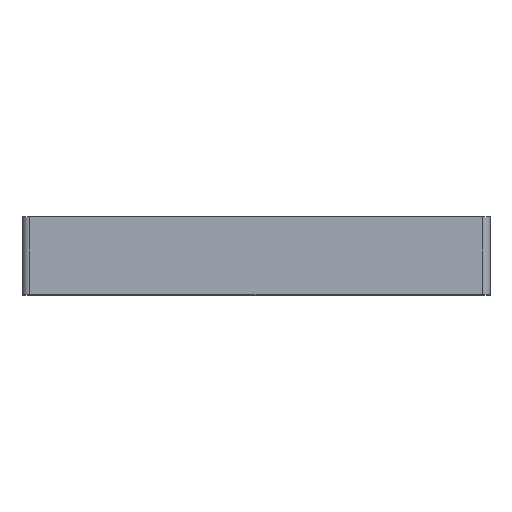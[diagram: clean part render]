
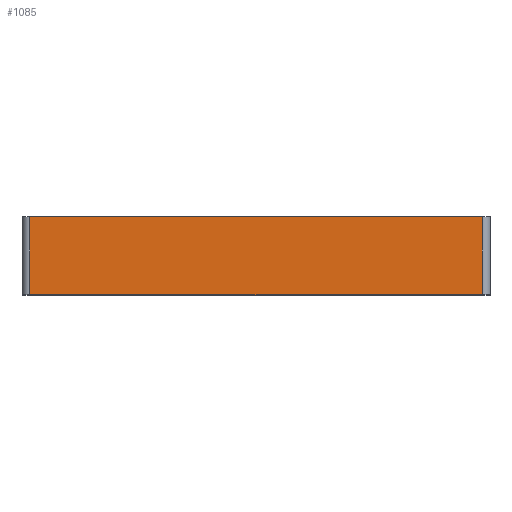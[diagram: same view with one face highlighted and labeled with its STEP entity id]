
A CAD part, top view. The second image highlights one B-rep face of the part: STEP entity #1085.
In plain terms, the highlighted planar face has unit normal (0, 0, 1).
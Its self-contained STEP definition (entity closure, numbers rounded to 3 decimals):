
#10 = LINE ( 'NONE', #534, #255 ) ;
#33 = AXIS2_PLACEMENT_3D ( 'NONE', #309, #128, #62 ) ;
#50 = LINE ( 'NONE', #212, #329 ) ;
#61 = VERTEX_POINT ( 'NONE', #759 ) ;
#62 = DIRECTION ( 'NONE',  ( -1., 0., 0. ) ) ;
#78 = ORIENTED_EDGE ( 'NONE', *, *, #1015, .T. ) ;
#128 = DIRECTION ( 'NONE',  ( 0., 0., -1. ) ) ;
#153 = ORIENTED_EDGE ( 'NONE', *, *, #160, .F. ) ;
#160 = EDGE_CURVE ( 'NONE', #61, #826, #50, .T. ) ;
#198 = ORIENTED_EDGE ( 'NONE', *, *, #799, .T. ) ;
#212 = CARTESIAN_POINT ( 'NONE',  ( 0., 10., 0. ) ) ;
#247 = VECTOR ( 'NONE', #829, 1000. ) ;
#255 = VECTOR ( 'NONE', #257, 1000. ) ;
#257 = DIRECTION ( 'NONE',  ( 0., 1., 0. ) ) ;
#309 = CARTESIAN_POINT ( 'NONE',  ( 0., 10., 0. ) ) ;
#329 = VECTOR ( 'NONE', #496, 1000. ) ;
#431 = EDGE_CURVE ( 'NONE', #1003, #480, #548, .T. ) ;
#478 = CARTESIAN_POINT ( 'NONE',  ( 0., 0., 0. ) ) ;
#480 = VERTEX_POINT ( 'NONE', #1111 ) ;
#496 = DIRECTION ( 'NONE',  ( 1., 0., 0. ) ) ;
#502 = PLANE ( 'NONE',  #33 ) ;
#525 = ORIENTED_EDGE ( 'NONE', *, *, #431, .T. ) ;
#534 = CARTESIAN_POINT ( 'NONE',  ( 59., 10., 0. ) ) ;
#548 = LINE ( 'NONE', #478, #247 ) ;
#570 = DIRECTION ( 'NONE',  ( 0., -1., 0. ) ) ;
#595 = FACE_OUTER_BOUND ( 'NONE', #1035, .T. ) ;
#612 = VECTOR ( 'NONE', #570, 1000. ) ;
#613 = CARTESIAN_POINT ( 'NONE',  ( 59., 10., 0. ) ) ;
#680 = CARTESIAN_POINT ( 'NONE',  ( 1., 0., 0. ) ) ;
#759 = CARTESIAN_POINT ( 'NONE',  ( 1., 10., 0. ) ) ;
#780 = LINE ( 'NONE', #936, #612 ) ;
#799 = EDGE_CURVE ( 'NONE', #480, #826, #10, .T. ) ;
#826 = VERTEX_POINT ( 'NONE', #613 ) ;
#829 = DIRECTION ( 'NONE',  ( 1., 0., 0. ) ) ;
#936 = CARTESIAN_POINT ( 'NONE',  ( 1., 10., 0. ) ) ;
#1003 = VERTEX_POINT ( 'NONE', #680 ) ;
#1015 = EDGE_CURVE ( 'NONE', #61, #1003, #780, .T. ) ;
#1035 = EDGE_LOOP ( 'NONE', ( #153, #78, #525, #198 ) ) ;
#1085 = ADVANCED_FACE ( 'NONE', ( #595 ), #502, .F. ) ;
#1111 = CARTESIAN_POINT ( 'NONE',  ( 59., 0., 0. ) ) ;
